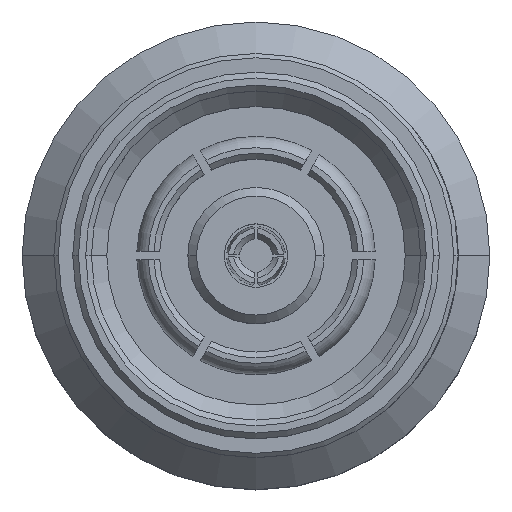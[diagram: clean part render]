
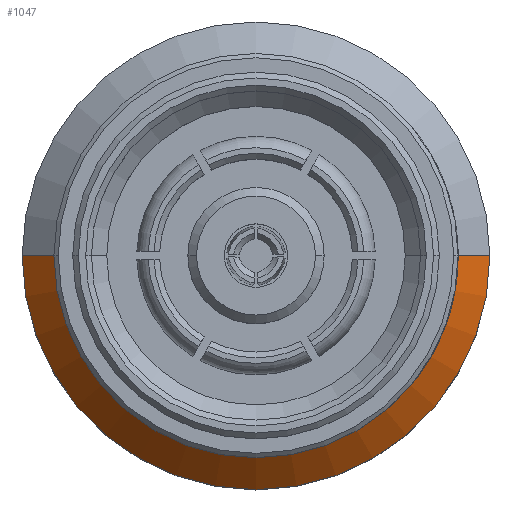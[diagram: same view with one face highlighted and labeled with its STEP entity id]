
A CAD part, top view. The second image highlights one B-rep face of the part: STEP entity #1047.
In plain terms, the highlighted conical face has half-angle 45 degrees and reference radius 8.1 mm.
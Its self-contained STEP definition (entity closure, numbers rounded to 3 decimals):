
#494 = EDGE_CURVE ( 'NONE', #16832, #7015, #14795, .T. ) ;
#532 = DIRECTION ( 'NONE',  ( 0., 0., -1. ) ) ;
#575 = AXIS2_PLACEMENT_3D ( 'NONE', #17132, #18518, #16001 ) ;
#931 = DIRECTION ( 'NONE',  ( -0.707, 0., -0.707 ) ) ;
#1047 = ADVANCED_FACE ( 'NONE', ( #4560 ), #13842, .T. ) ;
#1672 = CARTESIAN_POINT ( 'NONE',  ( 0., 0., -6.75 ) ) ;
#2674 = EDGE_CURVE ( 'NONE', #16832, #7735, #16174, .T. ) ;
#3786 = EDGE_CURVE ( 'NONE', #7735, #8550, #14972, .T. ) ;
#4560 = FACE_OUTER_BOUND ( 'NONE', #17519, .T. ) ;
#4763 = CARTESIAN_POINT ( 'NONE',  ( -8.1, 0., -6.75 ) ) ;
#5485 = LINE ( 'NONE', #12054, #9326 ) ;
#7015 = VERTEX_POINT ( 'NONE', #9099 ) ;
#7071 = EDGE_CURVE ( 'NONE', #7015, #8550, #5485, .T. ) ;
#7290 = AXIS2_PLACEMENT_3D ( 'NONE', #1672, #532, #14467 ) ;
#7368 = ORIENTED_EDGE ( 'NONE', *, *, #7071, .F. ) ;
#7396 = CARTESIAN_POINT ( 'NONE',  ( 0., 0., -6.75 ) ) ;
#7735 = VERTEX_POINT ( 'NONE', #4763 ) ;
#8477 = VECTOR ( 'NONE', #931, 1000. ) ;
#8508 = CARTESIAN_POINT ( 'NONE',  ( 8.1, 0., -6.75 ) ) ;
#8550 = VERTEX_POINT ( 'NONE', #8508 ) ;
#8786 = ORIENTED_EDGE ( 'NONE', *, *, #2674, .T. ) ;
#8830 = DIRECTION ( 'NONE',  ( 1., 0., 0. ) ) ;
#9099 = CARTESIAN_POINT ( 'NONE',  ( 6.35, 0., -5. ) ) ;
#9211 = DIRECTION ( 'NONE',  ( 0.707, 0., -0.707 ) ) ;
#9326 = VECTOR ( 'NONE', #9211, 1000. ) ;
#9608 = CARTESIAN_POINT ( 'NONE',  ( -8.1, 0., -6.75 ) ) ;
#10058 = CARTESIAN_POINT ( 'NONE',  ( -6.35, 0., -5. ) ) ;
#10947 = AXIS2_PLACEMENT_3D ( 'NONE', #7396, #17535, #8830 ) ;
#12054 = CARTESIAN_POINT ( 'NONE',  ( 8.1, 0., -6.75 ) ) ;
#13842 = CONICAL_SURFACE ( 'NONE', #7290, 8.1, 0.785 ) ;
#14467 = DIRECTION ( 'NONE',  ( -1., 0., 0. ) ) ;
#14795 = CIRCLE ( 'NONE', #575, 6.35 ) ;
#14972 = CIRCLE ( 'NONE', #10947, 8.1 ) ;
#15702 = ORIENTED_EDGE ( 'NONE', *, *, #3786, .T. ) ;
#16001 = DIRECTION ( 'NONE',  ( 1., 0., 0. ) ) ;
#16174 = LINE ( 'NONE', #9608, #8477 ) ;
#16832 = VERTEX_POINT ( 'NONE', #10058 ) ;
#17132 = CARTESIAN_POINT ( 'NONE',  ( 0., 0., -5. ) ) ;
#17424 = ORIENTED_EDGE ( 'NONE', *, *, #494, .F. ) ;
#17519 = EDGE_LOOP ( 'NONE', ( #7368, #17424, #8786, #15702 ) ) ;
#17535 = DIRECTION ( 'NONE',  ( 0., 0., 1. ) ) ;
#18518 = DIRECTION ( 'NONE',  ( 0., 0., 1. ) ) ;
